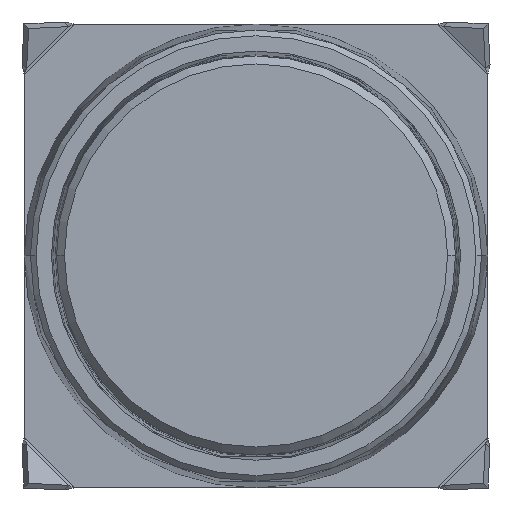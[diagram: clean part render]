
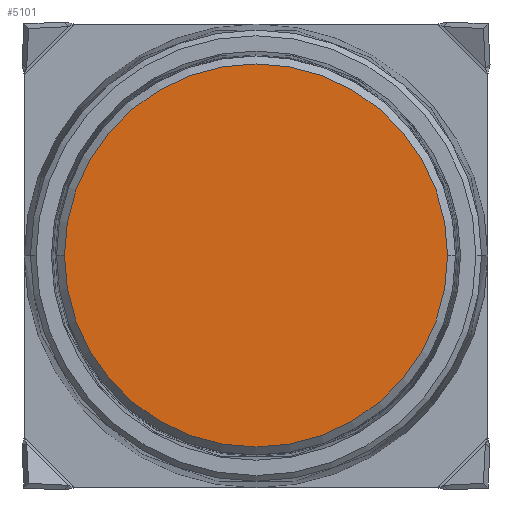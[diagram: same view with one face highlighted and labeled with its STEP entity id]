
A CAD part, top view. The second image highlights one B-rep face of the part: STEP entity #5101.
In plain terms, the highlighted planar face has unit normal (0, 0, 1).
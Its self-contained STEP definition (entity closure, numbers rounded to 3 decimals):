
#243 = DIRECTION ( 'NONE',  ( 0., 0., 1. ) ) ;
#468 = EDGE_CURVE ( 'NONE', #4342, #11123, #7113, .T. ) ;
#1590 = EDGE_CURVE ( 'NONE', #11123, #4342, #3590, .T. ) ;
#2938 = DIRECTION ( 'NONE',  ( -1., 0., 0. ) ) ;
#3227 = CARTESIAN_POINT ( 'NONE',  ( -7.485, -7.485, 0. ) ) ;
#3590 = CIRCLE ( 'NONE', #9146, 7.396 ) ;
#4113 = DIRECTION ( 'NONE',  ( -1., 0., 0. ) ) ;
#4230 = ORIENTED_EDGE ( 'NONE', *, *, #468, .T. ) ;
#4342 = VERTEX_POINT ( 'NONE', #5663 ) ;
#5101 = ADVANCED_FACE ( 'NONE', ( #8127 ), #12033, .T. ) ;
#5663 = CARTESIAN_POINT ( 'NONE',  ( 7.396, 0., 0. ) ) ;
#5734 = CARTESIAN_POINT ( 'NONE',  ( -7.396, 0., 0. ) ) ;
#6333 = ORIENTED_EDGE ( 'NONE', *, *, #1590, .T. ) ;
#7113 = CIRCLE ( 'NONE', #12655, 7.396 ) ;
#7149 = DIRECTION ( 'NONE',  ( 0., 0., 1. ) ) ;
#7834 = CARTESIAN_POINT ( 'NONE',  ( 0., 0., 0. ) ) ;
#8127 = FACE_OUTER_BOUND ( 'NONE', #12348, .T. ) ;
#9008 = CARTESIAN_POINT ( 'NONE',  ( 0., 0., 0. ) ) ;
#9146 = AXIS2_PLACEMENT_3D ( 'NONE', #9008, #243, #4113 ) ;
#10766 = AXIS2_PLACEMENT_3D ( 'NONE', #3227, #7149, #11086 ) ;
#11086 = DIRECTION ( 'NONE',  ( 1., 0., 0. ) ) ;
#11123 = VERTEX_POINT ( 'NONE', #5734 ) ;
#11752 = DIRECTION ( 'NONE',  ( 0., 0., 1. ) ) ;
#12033 = PLANE ( 'NONE',  #10766 ) ;
#12348 = EDGE_LOOP ( 'NONE', ( #6333, #4230 ) ) ;
#12655 = AXIS2_PLACEMENT_3D ( 'NONE', #7834, #11752, #2938 ) ;
